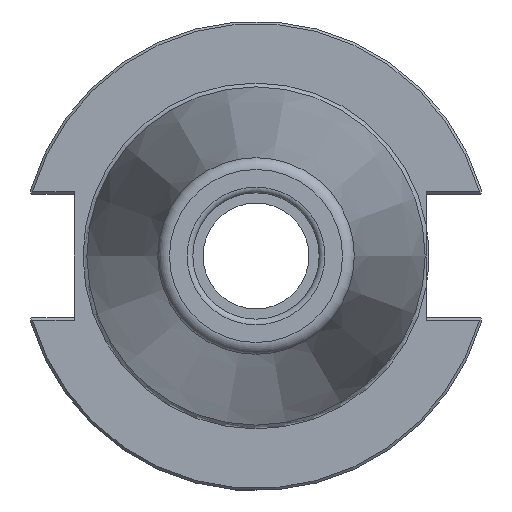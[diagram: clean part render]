
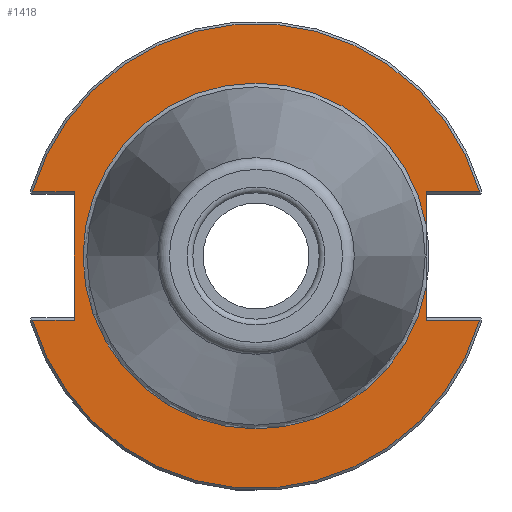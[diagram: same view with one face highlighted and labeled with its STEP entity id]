
A CAD part, left-side view. The second image highlights one B-rep face of the part: STEP entity #1418.
In plain terms, the highlighted planar face has unit normal (-1, 0, 0).
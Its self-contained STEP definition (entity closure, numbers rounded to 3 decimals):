
#79=PLANE('',#1535);
#122=CIRCLE('',#1533,48.249);
#124=CIRCLE('',#1536,35.899);
#125=CIRCLE('',#1537,35.899);
#126=CIRCLE('',#1538,48.249);
#234=FACE_OUTER_BOUND('',#309,.T.);
#309=EDGE_LOOP('',(#1048,#1049,#1050,#1051,#1052,#1053,#1054,#1055,#1056,
#1057,#1058));
#405=LINE('',#2418,#482);
#408=LINE('',#2477,#485);
#409=LINE('',#2483,#486);
#410=LINE('',#2485,#487);
#411=LINE('',#2489,#488);
#412=LINE('',#2491,#489);
#413=LINE('',#2492,#490);
#482=VECTOR('',#1770,10.);
#485=VECTOR('',#1789,10.);
#486=VECTOR('',#1794,10.);
#487=VECTOR('',#1795,10.);
#488=VECTOR('',#1798,10.);
#489=VECTOR('',#1799,10.);
#490=VECTOR('',#1800,10.);
#604=VERTEX_POINT('',#2415);
#605=VERTEX_POINT('',#2417);
#613=VERTEX_POINT('',#2464);
#616=VERTEX_POINT('',#2476);
#617=VERTEX_POINT('',#2478);
#618=VERTEX_POINT('',#2480);
#619=VERTEX_POINT('',#2482);
#620=VERTEX_POINT('',#2484);
#621=VERTEX_POINT('',#2486);
#622=VERTEX_POINT('',#2488);
#623=VERTEX_POINT('',#2490);
#776=EDGE_CURVE('',#604,#605,#405,.T.);
#788=EDGE_CURVE('',#605,#613,#122,.T.);
#792=EDGE_CURVE('',#604,#616,#408,.T.);
#793=EDGE_CURVE('',#616,#617,#124,.T.);
#794=EDGE_CURVE('',#617,#618,#125,.T.);
#795=EDGE_CURVE('',#618,#619,#409,.T.);
#796=EDGE_CURVE('',#620,#619,#410,.T.);
#797=EDGE_CURVE('',#621,#620,#126,.T.);
#798=EDGE_CURVE('',#622,#621,#411,.T.);
#799=EDGE_CURVE('',#622,#623,#412,.T.);
#800=EDGE_CURVE('',#613,#623,#413,.T.);
#1048=ORIENTED_EDGE('',*,*,#776,.F.);
#1049=ORIENTED_EDGE('',*,*,#792,.T.);
#1050=ORIENTED_EDGE('',*,*,#793,.T.);
#1051=ORIENTED_EDGE('',*,*,#794,.T.);
#1052=ORIENTED_EDGE('',*,*,#795,.T.);
#1053=ORIENTED_EDGE('',*,*,#796,.F.);
#1054=ORIENTED_EDGE('',*,*,#797,.F.);
#1055=ORIENTED_EDGE('',*,*,#798,.F.);
#1056=ORIENTED_EDGE('',*,*,#799,.T.);
#1057=ORIENTED_EDGE('',*,*,#800,.F.);
#1058=ORIENTED_EDGE('',*,*,#788,.F.);
#1418=ADVANCED_FACE('',(#234),#79,.T.);
#1533=AXIS2_PLACEMENT_3D('',#2465,#1783,#1784);
#1535=AXIS2_PLACEMENT_3D('',#2475,#1787,#1788);
#1536=AXIS2_PLACEMENT_3D('',#2479,#1790,#1791);
#1537=AXIS2_PLACEMENT_3D('',#2481,#1792,#1793);
#1538=AXIS2_PLACEMENT_3D('',#2487,#1796,#1797);
#1770=DIRECTION('',(0.,-1.,0.));
#1783=DIRECTION('center_axis',(1.,0.,0.));
#1784=DIRECTION('ref_axis',(0.,0.,-1.));
#1787=DIRECTION('center_axis',(-1.,0.,0.));
#1788=DIRECTION('ref_axis',(0.,0.,1.));
#1789=DIRECTION('',(0.,0.,1.));
#1790=DIRECTION('center_axis',(1.,0.,0.));
#1791=DIRECTION('ref_axis',(0.,0.,-1.));
#1792=DIRECTION('center_axis',(1.,0.,0.));
#1793=DIRECTION('ref_axis',(0.,0.,-1.));
#1794=DIRECTION('',(0.,0.,1.));
#1795=DIRECTION('',(0.,1.,0.));
#1796=DIRECTION('center_axis',(1.,0.,0.));
#1797=DIRECTION('ref_axis',(0.,0.,-1.));
#1798=DIRECTION('',(0.,1.,0.));
#1799=DIRECTION('',(0.,0.,-1.));
#1800=DIRECTION('',(0.,-1.,0.));
#2415=CARTESIAN_POINT('',(3.175,-35.3,-13.325));
#2417=CARTESIAN_POINT('',(3.175,-46.373,-13.325));
#2418=CARTESIAN_POINT('',(3.175,-13.707,-13.325));
#2464=CARTESIAN_POINT('',(3.175,46.373,-13.325));
#2465=CARTESIAN_POINT('Origin',(3.175,0.,0.));
#2475=CARTESIAN_POINT('Origin',(3.175,48.249,0.));
#2476=CARTESIAN_POINT('',(3.175,-35.3,-6.533));
#2477=CARTESIAN_POINT('',(3.175,-35.3,-6.413));
#2478=CARTESIAN_POINT('',(3.175,0.,35.899));
#2479=CARTESIAN_POINT('Origin',(3.175,0.,0.));
#2480=CARTESIAN_POINT('',(3.175,-35.3,6.533));
#2481=CARTESIAN_POINT('Origin',(3.175,0.,0.));
#2482=CARTESIAN_POINT('',(3.175,-35.3,13.325));
#2483=CARTESIAN_POINT('',(3.175,-35.3,-6.413));
#2484=CARTESIAN_POINT('',(3.175,-46.373,13.325));
#2485=CARTESIAN_POINT('',(3.175,6.475,13.325));
#2486=CARTESIAN_POINT('',(3.175,46.373,13.325));
#2487=CARTESIAN_POINT('Origin',(3.175,0.,0.));
#2488=CARTESIAN_POINT('',(3.175,37.7,13.325));
#2489=CARTESIAN_POINT('',(3.175,61.395,13.325));
#2490=CARTESIAN_POINT('',(3.175,37.7,-13.325));
#2491=CARTESIAN_POINT('',(3.175,37.7,6.413));
#2492=CARTESIAN_POINT('',(3.175,42.975,-13.325));
